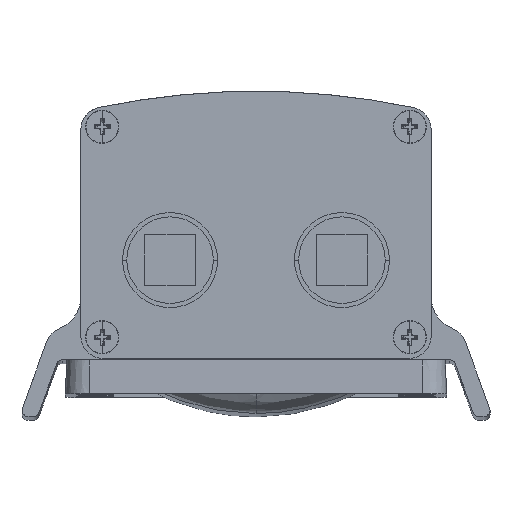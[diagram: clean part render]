
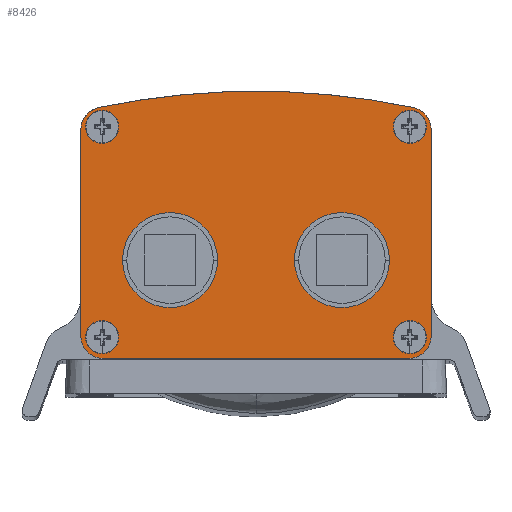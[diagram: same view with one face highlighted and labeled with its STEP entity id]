
A CAD part, top view. The second image highlights one B-rep face of the part: STEP entity #8426.
In plain terms, the highlighted planar face has unit normal (0, 0, 1).
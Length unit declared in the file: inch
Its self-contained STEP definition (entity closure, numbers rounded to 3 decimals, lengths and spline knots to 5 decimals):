
#6715=CARTESIAN_POINT('',(-0.95,-0.375,0.625));
#6716=DIRECTION('',(0.,0.,1.));
#6717=DIRECTION('',(1.,0.,0.));
#6718=AXIS2_PLACEMENT_3D('',#6715,#6716,#6717);
#6720=CARTESIAN_POINT('',(-0.95,-0.375,0.625));
#6721=DIRECTION('',(0.,0.,1.));
#6722=DIRECTION('',(-1.,0.,0.));
#6723=AXIS2_PLACEMENT_3D('',#6720,#6721,#6722);
#6725=CARTESIAN_POINT('',(0.95,-0.375,0.625));
#6726=DIRECTION('',(0.,0.,1.));
#6727=DIRECTION('',(1.,0.,0.));
#6728=AXIS2_PLACEMENT_3D('',#6725,#6726,#6727);
#6730=CARTESIAN_POINT('',(0.95,-0.375,0.625));
#6731=DIRECTION('',(0.,0.,1.));
#6732=DIRECTION('',(-1.,0.,0.));
#6733=AXIS2_PLACEMENT_3D('',#6730,#6731,#6732);
#6735=CARTESIAN_POINT('',(-1.701,-1.227,0.625));
#6736=DIRECTION('',(0.,0.,1.));
#6737=DIRECTION('',(0.,1.,0.));
#6738=AXIS2_PLACEMENT_3D('',#6735,#6736,#6737);
#6740=CARTESIAN_POINT('',(-1.701,-1.227,0.625));
#6741=DIRECTION('',(0.,0.,1.));
#6742=DIRECTION('',(0.,-1.,0.));
#6743=AXIS2_PLACEMENT_3D('',#6740,#6741,#6742);
#6745=CARTESIAN_POINT('',(-1.701,1.099,0.625));
#6746=DIRECTION('',(0.,0.,-1.));
#6747=DIRECTION('',(0.,-1.,0.));
#6748=AXIS2_PLACEMENT_3D('',#6745,#6746,#6747);
#6750=CARTESIAN_POINT('',(-1.701,1.099,0.625));
#6751=DIRECTION('',(0.,0.,-1.));
#6752=DIRECTION('',(0.,1.,0.));
#6753=AXIS2_PLACEMENT_3D('',#6750,#6751,#6752);
#6755=CARTESIAN_POINT('',(1.701,-1.227,0.625));
#6756=DIRECTION('',(0.,0.,-1.));
#6757=DIRECTION('',(0.,1.,0.));
#6758=AXIS2_PLACEMENT_3D('',#6755,#6756,#6757);
#6760=CARTESIAN_POINT('',(1.701,-1.227,0.625));
#6761=DIRECTION('',(0.,0.,-1.));
#6762=DIRECTION('',(0.,-1.,0.));
#6763=AXIS2_PLACEMENT_3D('',#6760,#6761,#6762);
#6765=CARTESIAN_POINT('',(1.701,1.099,0.625));
#6766=DIRECTION('',(0.,0.,1.));
#6767=DIRECTION('',(0.,-1.,0.));
#6768=AXIS2_PLACEMENT_3D('',#6765,#6766,#6767);
#6770=CARTESIAN_POINT('',(1.701,1.099,0.625));
#6771=DIRECTION('',(0.,0.,1.));
#6772=DIRECTION('',(0.,1.,0.));
#6773=AXIS2_PLACEMENT_3D('',#6770,#6771,#6772);
#6775=DIRECTION('',(1.,0.,0.));
#6776=VECTOR('',#6775,0.688);
#6777=CARTESIAN_POINT('',(-0.3434,1.48453,0.625));
#6778=LINE('',#6777,#6776);
#6779=CARTESIAN_POINT('',(0.0006,-7.00851,0.625));
#6780=DIRECTION('',(0.,0.,1.));
#6781=DIRECTION('',(0.204,0.979,0.));
#6782=AXIS2_PLACEMENT_3D('',#6779,#6780,#6781);
#6784=CARTESIAN_POINT('',(1.686,1.0675,0.625));
#6785=DIRECTION('',(0.,0.,1.));
#6786=DIRECTION('',(1.,0.,0.));
#6787=AXIS2_PLACEMENT_3D('',#6784,#6785,#6786);
#6789=DIRECTION('',(0.,1.,0.));
#6790=VECTOR('',#6789,2.281);
#6791=CARTESIAN_POINT('',(1.936,-1.2135,0.625));
#6792=LINE('',#6791,#6790);
#6793=CARTESIAN_POINT('',(1.686,-1.2135,0.625));
#6794=DIRECTION('',(0.,0.,1.));
#6795=DIRECTION('',(0.,-1.,0.));
#6796=AXIS2_PLACEMENT_3D('',#6793,#6794,#6795);
#6798=DIRECTION('',(1.,0.,0.));
#6799=VECTOR('',#6798,3.372);
#6800=CARTESIAN_POINT('',(-1.686,-1.4635,0.625));
#6801=LINE('',#6800,#6799);
#6802=CARTESIAN_POINT('',(-1.686,-1.2135,0.625));
#6803=DIRECTION('',(0.,0.,1.));
#6804=DIRECTION('',(-1.,0.,0.));
#6805=AXIS2_PLACEMENT_3D('',#6802,#6803,#6804);
#6807=DIRECTION('',(0.,-1.,0.));
#6808=VECTOR('',#6807,2.281);
#6809=CARTESIAN_POINT('',(-1.936,1.0675,0.625));
#6810=LINE('',#6809,#6808);
#6811=CARTESIAN_POINT('',(-1.686,1.0675,0.625));
#6812=DIRECTION('',(0.,0.,1.));
#6813=DIRECTION('',(-0.16,0.987,0.));
#6814=AXIS2_PLACEMENT_3D('',#6811,#6812,#6813);
#6816=CARTESIAN_POINT('',(0.0006,-7.00851,0.625));
#6817=DIRECTION('',(0.,0.,1.));
#6818=DIRECTION('',(-0.04,0.999,0.));
#6819=AXIS2_PLACEMENT_3D('',#6816,#6817,#6818);
#7931=CARTESIAN_POINT('',(-1.936,-1.2135,0.625));
#7932=CARTESIAN_POINT('',(-1.686,-1.4635,0.625));
#7933=VERTEX_POINT('',#7931);
#7934=VERTEX_POINT('',#7932);
#7935=CARTESIAN_POINT('',(1.686,-1.4635,0.625));
#7936=CARTESIAN_POINT('',(1.936,-1.2135,0.625));
#7937=VERTEX_POINT('',#7935);
#7938=VERTEX_POINT('',#7936);
#7939=CARTESIAN_POINT('',(-1.936,1.0675,0.625));
#7940=VERTEX_POINT('',#7939);
#7941=CARTESIAN_POINT('',(1.936,1.0675,0.625));
#7942=VERTEX_POINT('',#7941);
#7959=CARTESIAN_POINT('',(1.73707,1.31223,0.625));
#7960=VERTEX_POINT('',#7959);
#7961=CARTESIAN_POINT('',(-1.72606,1.31427,0.625));
#7962=VERTEX_POINT('',#7961);
#7971=CARTESIAN_POINT('',(-0.489,-0.375,0.625));
#7972=CARTESIAN_POINT('',(-1.411,-0.375,0.625));
#7973=VERTEX_POINT('',#7971);
#7974=VERTEX_POINT('',#7972);
#7975=CARTESIAN_POINT('',(1.411,-0.375,0.625));
#7976=CARTESIAN_POINT('',(0.489,-0.375,0.625));
#7977=VERTEX_POINT('',#7975);
#7978=VERTEX_POINT('',#7976);
#8091=CARTESIAN_POINT('',(-1.701,-1.0475,0.625));
#8092=CARTESIAN_POINT('',(-1.701,-1.4065,0.625));
#8093=VERTEX_POINT('',#8091);
#8094=VERTEX_POINT('',#8092);
#8104=CARTESIAN_POINT('',(-1.701,0.9195,0.625));
#8106=VERTEX_POINT('',#8104);
#8108=CARTESIAN_POINT('',(-1.701,1.2785,0.625));
#8110=VERTEX_POINT('',#8108);
#8116=CARTESIAN_POINT('',(1.701,-1.0475,0.625));
#8118=VERTEX_POINT('',#8116);
#8120=CARTESIAN_POINT('',(1.701,-1.4065,0.625));
#8122=VERTEX_POINT('',#8120);
#8124=CARTESIAN_POINT('',(1.701,0.9195,0.625));
#8126=VERTEX_POINT('',#8124);
#8128=CARTESIAN_POINT('',(1.701,1.2785,0.625));
#8130=VERTEX_POINT('',#8128);
#8267=CARTESIAN_POINT('',(-0.3434,1.48453,0.625));
#8268=CARTESIAN_POINT('',(0.3446,1.48453,0.625));
#8269=VERTEX_POINT('',#8267);
#8270=VERTEX_POINT('',#8268);
#8365=CARTESIAN_POINT('',(0.,0.,0.625));
#8366=DIRECTION('',(0.,0.,1.));
#8367=DIRECTION('',(1.,0.,0.));
#8368=AXIS2_PLACEMENT_3D('',#8365,#8366,#8367);
#8369=PLANE('',#8368);
#8371=ORIENTED_EDGE('',*,*,#8370,.T.);
#8373=ORIENTED_EDGE('',*,*,#8372,.F.);
#8375=ORIENTED_EDGE('',*,*,#8374,.F.);
#8377=ORIENTED_EDGE('',*,*,#8376,.F.);
#8379=ORIENTED_EDGE('',*,*,#8378,.F.);
#8381=ORIENTED_EDGE('',*,*,#8380,.F.);
#8383=ORIENTED_EDGE('',*,*,#8382,.F.);
#8385=ORIENTED_EDGE('',*,*,#8384,.F.);
#8387=ORIENTED_EDGE('',*,*,#8386,.F.);
#8389=ORIENTED_EDGE('',*,*,#8388,.F.);
#8390=EDGE_LOOP('',(#8371,#8373,#8375,#8377,#8379,#8381,#8383,#8385,#8387,
#8389));
#8391=FACE_OUTER_BOUND('',#8390,.F.);
#8393=ORIENTED_EDGE('',*,*,#8392,.T.);
#8395=ORIENTED_EDGE('',*,*,#8394,.T.);
#8396=EDGE_LOOP('',(#8393,#8395));
#8397=FACE_BOUND('',#8396,.F.);
#8399=ORIENTED_EDGE('',*,*,#8398,.T.);
#8401=ORIENTED_EDGE('',*,*,#8400,.T.);
#8402=EDGE_LOOP('',(#8399,#8401));
#8403=FACE_BOUND('',#8402,.F.);
#8405=ORIENTED_EDGE('',*,*,#8404,.F.);
#8407=ORIENTED_EDGE('',*,*,#8406,.F.);
#8408=EDGE_LOOP('',(#8405,#8407));
#8409=FACE_BOUND('',#8408,.F.);
#8411=ORIENTED_EDGE('',*,*,#8410,.F.);
#8413=ORIENTED_EDGE('',*,*,#8412,.F.);
#8414=EDGE_LOOP('',(#8411,#8413));
#8415=FACE_BOUND('',#8414,.F.);
#8417=ORIENTED_EDGE('',*,*,#8416,.T.);
#8419=ORIENTED_EDGE('',*,*,#8418,.T.);
#8420=EDGE_LOOP('',(#8417,#8419));
#8421=FACE_BOUND('',#8420,.F.);
#8422=ORIENTED_EDGE('',*,*,#8345,.T.);
#8423=ORIENTED_EDGE('',*,*,#8359,.T.);
#8424=EDGE_LOOP('',(#8422,#8423));
#8425=FACE_BOUND('',#8424,.F.);
#8426=ADVANCED_FACE('',(#8391,#8397,#8403,#8409,#8415,#8421,#8425),#8369,.T.);
#6719=CIRCLE('',#6718,0.461);
#6724=CIRCLE('',#6723,0.461);
#6729=CIRCLE('',#6728,0.461);
#6734=CIRCLE('',#6733,0.461);
#6739=CIRCLE('',#6738,0.1795);
#6744=CIRCLE('',#6743,0.1795);
#6749=CIRCLE('',#6748,0.1795);
#6754=CIRCLE('',#6753,0.1795);
#6759=CIRCLE('',#6758,0.1795);
#6764=CIRCLE('',#6763,0.1795);
#6769=CIRCLE('',#6768,0.1795);
#6774=CIRCLE('',#6773,0.1795);
#6783=CIRCLE('',#6782,8.5);
#6788=CIRCLE('',#6787,0.25);
#6797=CIRCLE('',#6796,0.25);
#6806=CIRCLE('',#6805,0.25);
#6815=CIRCLE('',#6814,0.25);
#6820=CIRCLE('',#6819,8.5);
#8345=EDGE_CURVE('',#7973,#7974,#6719,.T.);
#8359=EDGE_CURVE('',#7974,#7973,#6724,.T.);
#8370=EDGE_CURVE('',#8269,#8270,#6778,.T.);
#8372=EDGE_CURVE('',#7960,#8270,#6783,.T.);
#8374=EDGE_CURVE('',#7942,#7960,#6788,.T.);
#8376=EDGE_CURVE('',#7938,#7942,#6792,.T.);
#8378=EDGE_CURVE('',#7937,#7938,#6797,.T.);
#8380=EDGE_CURVE('',#7934,#7937,#6801,.T.);
#8382=EDGE_CURVE('',#7933,#7934,#6806,.T.);
#8384=EDGE_CURVE('',#7940,#7933,#6810,.T.);
#8386=EDGE_CURVE('',#7962,#7940,#6815,.T.);
#8388=EDGE_CURVE('',#8269,#7962,#6820,.T.);
#8392=EDGE_CURVE('',#7977,#7978,#6729,.T.);
#8394=EDGE_CURVE('',#7978,#7977,#6734,.T.);
#8398=EDGE_CURVE('',#8093,#8094,#6739,.T.);
#8400=EDGE_CURVE('',#8094,#8093,#6744,.T.);
#8404=EDGE_CURVE('',#8106,#8110,#6749,.T.);
#8406=EDGE_CURVE('',#8110,#8106,#6754,.T.);
#8410=EDGE_CURVE('',#8118,#8122,#6759,.T.);
#8412=EDGE_CURVE('',#8122,#8118,#6764,.T.);
#8416=EDGE_CURVE('',#8126,#8130,#6769,.T.);
#8418=EDGE_CURVE('',#8130,#8126,#6774,.T.);
